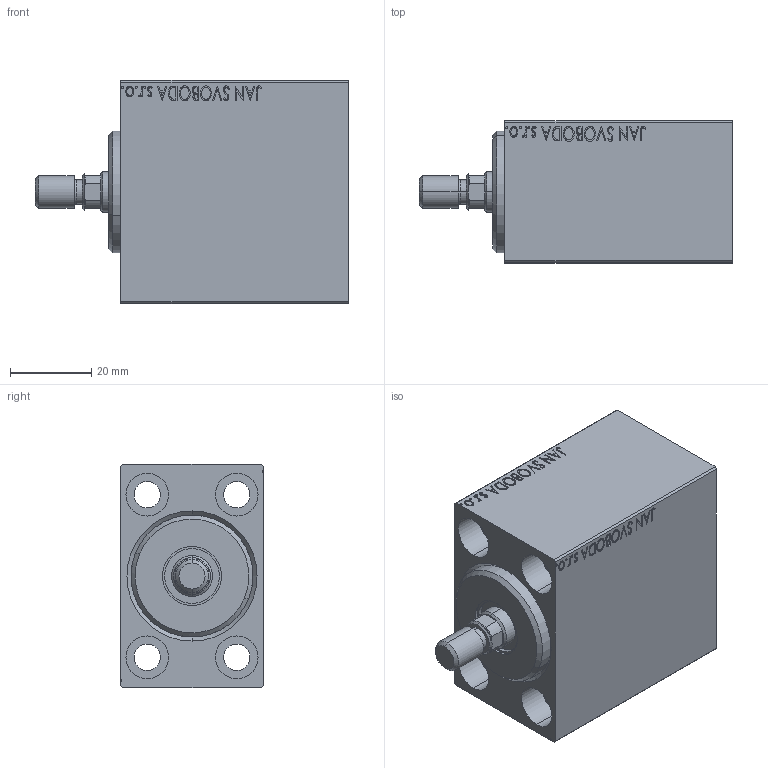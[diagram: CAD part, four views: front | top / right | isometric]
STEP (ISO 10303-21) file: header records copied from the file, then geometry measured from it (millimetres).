
FILE_DESCRIPTION (( 'STEP AP203' ), '1' );
FILE_NAME ('067b.STEP', '2024-11-02T20:13:18', ( '' ), ( '' ), 'SwSTEP 2.0', 'SolidWorks 2019', '' );
FILE_SCHEMA (( 'CONFIG_CONTROL_DESIGN' ));
Length unit declared in the file: millimetre
Products named in the file (5): 067b; V450CM_C_Body 0898e18723db361be8d1e6696a03a303; V450CM_C_VCP 0898e18723db361be8d1e6696a03a303; V450CM_VC_B 0898e18723db361be8d1e6696a03a303; V450CM_MALE_METRIC 0898e18723db361be8d1e6696a03a303
Assembly tree (4 placements, depth 2):
  067b
    V450CM_C_Body 0898e18723db361be8d1e6696a03a303
    V450CM_C_VCP 0898e18723db361be8d1e6696a03a303
    V450CM_VC_B 0898e18723db361be8d1e6696a03a303
    V450CM_MALE_METRIC 0898e18723db361be8d1e6696a03a303
Bounding box: 77 x 35 x 55 mm (x, y, z)
Volume: 96891 mm3; surface area: 29057.5 mm2
Topology: 4 solids, 4 shells, 875 faces, 2236 edges, 1481 vertices
Faces by surface type: plane 413, bspline 380, cylinder 62, cone 18, torus 2
Entity records: 44381 total; most frequent: CARTESIAN_POINT 25097, ORIENTED_EDGE 4468, DIRECTION 2628, EDGE_CURVE 2234, VERTEX_POINT 1481, LINE 1308, VECTOR 1308, EDGE_LOOP 1003
